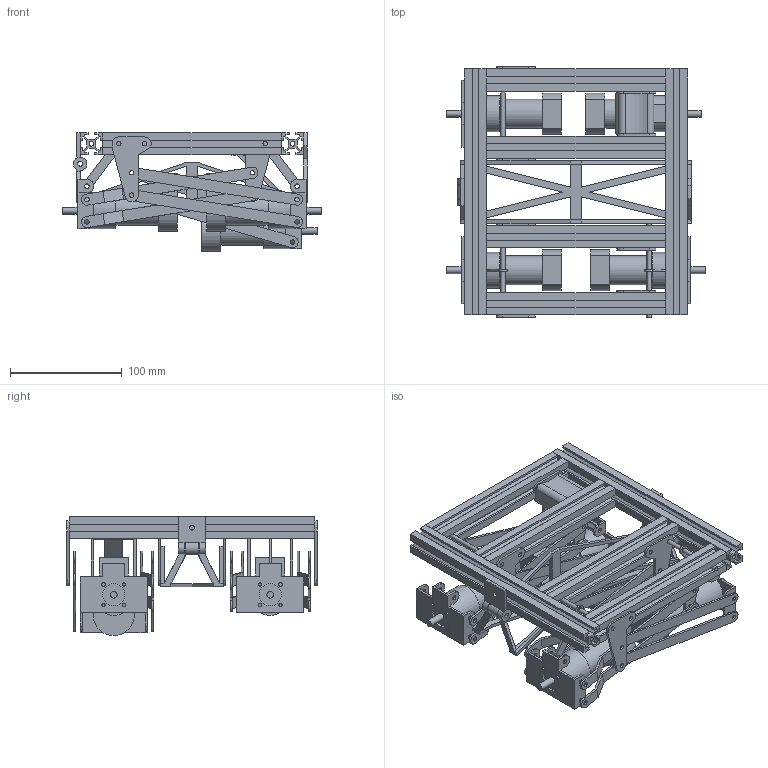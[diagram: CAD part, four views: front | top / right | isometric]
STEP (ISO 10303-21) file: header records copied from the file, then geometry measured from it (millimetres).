
FILE_DESCRIPTION(/* description */ (''),/* implementation_level */ '2;1');
FILE_NAME(/* name */ 'extr alu chassis 3.1 v21.step',/* time_stamp */ '2024-03-29T11:45:45+05:30',/* author */ (''),/* organization */ (''),/* preprocessor_version */ 'ST-DEVELOPER v20',/* originating_system */ 'Autodesk Translation Framework v12.20.1.177',/* authorisation */ '');
FILE_SCHEMA (('AUTOMOTIVE_DESIGN { 1 0 10303 214 3 1 1 }'));
Length unit declared in the file: millimetre
Products named in the file (15): extr alu chassis 3.1; Component1; Component2; Component3; Component4; Component5; Component6; Component7; Component8; Component9; Component10; Component11; Component12; battery  thing; Component1_1
Assembly tree (14 placements, depth 3):
  extr alu chassis 3.1
    Component1
    Component2
    Component3
    Component4
    Component5
    Component6
    Component7
    Component8
    Component9
    Component10
    Component11
    Component12
    battery  thing
      Component1_1
Bounding box: 232 x 224 x 106.43 mm (x, y, z)
Volume: 604563.5 mm3; surface area: 380451.1 mm2
Topology: 45 solids, 45 shells, 887 faces, 2320 edges, 1538 vertices
Faces by surface type: plane 628, cylinder 259
Full cylindrical faces by diameter (mm): 3 x32, 4 x100, 4.2 x10, 4.3 x3, 6 x4, 20 x4, 26 x4, 32 x4
Entity records: 28536 total; most frequent: CARTESIAN_POINT 5242, DIRECTION 4642, ORIENTED_EDGE 4640, EDGE_CURVE 2320, LINE 1790, VECTOR 1790, VERTEX_POINT 1538, AXIS2_PLACEMENT_3D 1426
